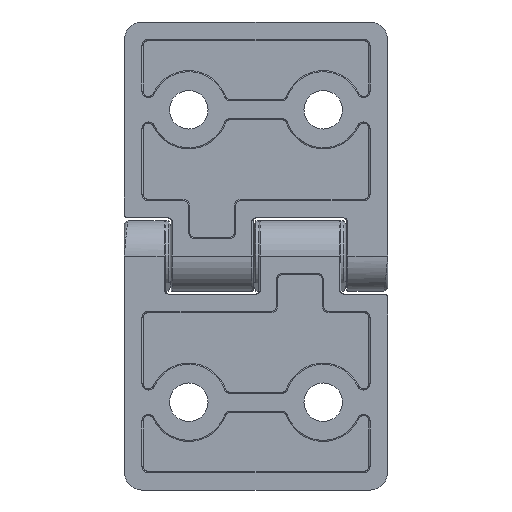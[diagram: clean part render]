
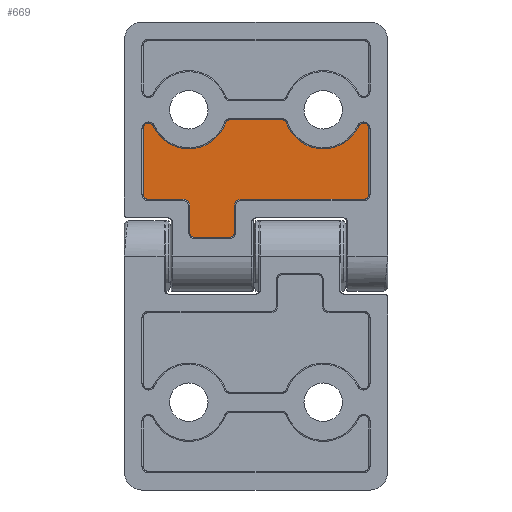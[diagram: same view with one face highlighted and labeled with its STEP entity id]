
A CAD part, front view. The second image highlights one B-rep face of the part: STEP entity #669.
In plain terms, the highlighted planar face has unit normal (0, -1, 0).
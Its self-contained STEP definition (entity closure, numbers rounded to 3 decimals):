
#669=ADVANCED_FACE('NONE',(#1583),#1584,.T.);
#1583=FACE_OUTER_BOUND('',#3081,.T.);
#1584=PLANE('',#3082);
#3081=EDGE_LOOP('',(#5153,#5154,#5155,#5156,#5157,#5158,#5159,#5160,#5161,#5162,#5163,#5164,#5165,#5166,#5167,#5168,#5169,#5170,#5171,#5172,#5173,#5174,#5175,#5176));
#3082=AXIS2_PLACEMENT_3D('',#5177,#5178,#5179);
#5153=ORIENTED_EDGE('',*,*,#7873,.T.);
#5154=ORIENTED_EDGE('',*,*,#7874,.T.);
#5155=ORIENTED_EDGE('',*,*,#7875,.T.);
#5156=ORIENTED_EDGE('',*,*,#7876,.T.);
#5157=ORIENTED_EDGE('',*,*,#7877,.T.);
#5158=ORIENTED_EDGE('',*,*,#7455,.T.);
#5159=ORIENTED_EDGE('',*,*,#7878,.T.);
#5160=ORIENTED_EDGE('',*,*,#7507,.T.);
#5161=ORIENTED_EDGE('',*,*,#7879,.T.);
#5162=ORIENTED_EDGE('',*,*,#7880,.T.);
#5163=ORIENTED_EDGE('',*,*,#7881,.T.);
#5164=ORIENTED_EDGE('',*,*,#7882,.T.);
#5165=ORIENTED_EDGE('',*,*,#7512,.T.);
#5166=ORIENTED_EDGE('',*,*,#7883,.T.);
#5167=ORIENTED_EDGE('',*,*,#7460,.T.);
#5168=ORIENTED_EDGE('',*,*,#7884,.T.);
#5169=ORIENTED_EDGE('',*,*,#7885,.T.);
#5170=ORIENTED_EDGE('',*,*,#7886,.T.);
#5171=ORIENTED_EDGE('',*,*,#7887,.T.);
#5172=ORIENTED_EDGE('',*,*,#7888,.T.);
#5173=ORIENTED_EDGE('',*,*,#7889,.T.);
#5174=ORIENTED_EDGE('',*,*,#7890,.T.);
#5175=ORIENTED_EDGE('',*,*,#7891,.T.);
#5176=ORIENTED_EDGE('',*,*,#7892,.T.);
#5177=CARTESIAN_POINT('',(-11.5,-5.0,25.0));
#5178=DIRECTION('',(0.0,-1.0,0.));
#5179=DIRECTION('',(0.0,0.,-1.0));
#7455=EDGE_CURVE('NONE',#8729,#8726,#8730,.T.);
#7460=EDGE_CURVE('NONE',#8738,#8735,#8739,.T.);
#7507=EDGE_CURVE('NONE',#8817,#8815,#8818,.T.);
#7512=EDGE_CURVE('NONE',#8826,#8824,#8827,.T.);
#7873=EDGE_CURVE('NONE',#9345,#9346,#9347,.T.);
#7874=EDGE_CURVE('NONE',#9346,#9348,#9349,.T.);
#7875=EDGE_CURVE('NONE',#9348,#9350,#9351,.T.);
#7876=EDGE_CURVE('NONE',#9350,#9352,#9353,.T.);
#7877=EDGE_CURVE('NONE',#9352,#8729,#9354,.T.);
#7878=EDGE_CURVE('NONE',#8726,#8817,#9355,.T.);
#7879=EDGE_CURVE('NONE',#8815,#9356,#9357,.T.);
#7880=EDGE_CURVE('NONE',#9356,#9358,#9359,.T.);
#7881=EDGE_CURVE('NONE',#9358,#9360,#9361,.T.);
#7882=EDGE_CURVE('NONE',#9360,#8826,#9362,.T.);
#7883=EDGE_CURVE('NONE',#8824,#8738,#9363,.T.);
#7884=EDGE_CURVE('NONE',#8735,#9364,#9365,.T.);
#7885=EDGE_CURVE('NONE',#9364,#9366,#9367,.T.);
#7886=EDGE_CURVE('NONE',#9366,#9368,#9369,.T.);
#7887=EDGE_CURVE('NONE',#9368,#9370,#9371,.T.);
#7888=EDGE_CURVE('NONE',#9370,#9372,#9373,.T.);
#7889=EDGE_CURVE('NONE',#9372,#9374,#9375,.T.);
#7890=EDGE_CURVE('NONE',#9374,#9376,#9377,.T.);
#7891=EDGE_CURVE('NONE',#9376,#9378,#9379,.T.);
#7892=EDGE_CURVE('NONE',#9378,#9345,#9380,.T.);
#8726=VERTEX_POINT('',#10529);
#8729=VERTEX_POINT('NONE',#10532);
#8730=CIRCLE('',#10533,0.9);
#8735=VERTEX_POINT('',#10538);
#8738=VERTEX_POINT('NONE',#10541);
#8739=CIRCLE('',#10542,0.9);
#8815=VERTEX_POINT('NONE',#10691);
#8817=VERTEX_POINT('NONE',#10693);
#8818=CIRCLE('',#10694,6.7);
#8824=VERTEX_POINT('NONE',#10700);
#8826=VERTEX_POINT('NONE',#10702);
#8827=CIRCLE('',#10703,6.7);
#9345=VERTEX_POINT('NONE',#11586);
#9346=VERTEX_POINT('NONE',#11587);
#9347=LINE('',#11588,#11589);
#9348=VERTEX_POINT('NONE',#11590);
#9349=CIRCLE('',#11591,1.2);
#9350=VERTEX_POINT('NONE',#11592);
#9351=LINE('',#11593,#11594);
#9352=VERTEX_POINT('NONE',#11595);
#9353=CIRCLE('',#11596,0.8);
#9354=LINE('',#11597,#11598);
#9355=CIRCLE('',#11599,0.9);
#9356=VERTEX_POINT('NONE',#11600);
#9357=CIRCLE('',#11601,6.7);
#9358=VERTEX_POINT('NONE',#11602);
#9359=CIRCLE('',#11603,0.8);
#9360=VERTEX_POINT('NONE',#11604);
#9361=LINE('',#11605,#11606);
#9362=CIRCLE('',#11607,0.8);
#9363=CIRCLE('',#11608,6.7);
#9364=VERTEX_POINT('NONE',#11609);
#9365=CIRCLE('',#11610,0.9);
#9366=VERTEX_POINT('NONE',#11611);
#9367=LINE('',#11612,#11613);
#9368=VERTEX_POINT('NONE',#11614);
#9369=CIRCLE('',#11615,0.8);
#9370=VERTEX_POINT('NONE',#11616);
#9371=LINE('',#11617,#11618);
#9372=VERTEX_POINT('NONE',#11619);
#9373=CIRCLE('',#11620,1.2);
#9374=VERTEX_POINT('NONE',#11621);
#9375=LINE('',#11622,#11623);
#9376=VERTEX_POINT('NONE',#11624);
#9377=CIRCLE('',#11625,0.8);
#9378=VERTEX_POINT('NONE',#11626);
#9379=LINE('',#11627,#11628);
#9380=CIRCLE('',#11629,0.8);
#10529=CARTESIAN_POINT('',(18.4,-5.0,22.714));
#10532=CARTESIAN_POINT('',(19.3,-5.0,21.814));
#10533=AXIS2_PLACEMENT_3D('',#13330,#13331,#13332);
#10538=CARTESIAN_POINT('',(-18.4,-5.0,22.714));
#10541=CARTESIAN_POINT('',(-17.583,-5.0,22.191));
#10542=AXIS2_PLACEMENT_3D('',#13342,#13343,#13344);
#10691=CARTESIAN_POINT('',(11.5,-5.0,18.3));
#10693=CARTESIAN_POINT('',(17.583,-5.0,22.191));
#10694=AXIS2_PLACEMENT_3D('',#13424,#13425,#13426);
#10700=CARTESIAN_POINT('',(-11.5,-5.0,18.3));
#10702=CARTESIAN_POINT('',(-5.183,-5.0,22.767));
#10703=AXIS2_PLACEMENT_3D('',#13436,#13437,#13438);
#11586=CARTESIAN_POINT('',(-3.7,-5.0,4.0));
#11587=CARTESIAN_POINT('',(-3.7,-5.0,8.5));
#11588=CARTESIAN_POINT('',(-3.7,-5.0,25.0));
#11589=VECTOR('',#13948,1000.0);
#11590=CARTESIAN_POINT('',(-2.5,-5.0,9.7));
#11591=AXIS2_PLACEMENT_3D('',#13949,#13950,#13951);
#11592=CARTESIAN_POINT('',(18.5,-5.0,9.7));
#11593=CARTESIAN_POINT('',(-11.5,-5.0,9.7));
#11594=VECTOR('',#13952,1000.0);
#11595=CARTESIAN_POINT('',(19.3,-5.0,10.5));
#11596=AXIS2_PLACEMENT_3D('',#13953,#13954,#13955);
#11597=CARTESIAN_POINT('',(19.3,-5.0,25.0));
#11598=VECTOR('',#13956,1000.0);
#11599=AXIS2_PLACEMENT_3D('',#13957,#13958,#13959);
#11600=CARTESIAN_POINT('',(5.183,-5.0,22.767));
#11601=AXIS2_PLACEMENT_3D('',#13960,#13961,#13962);
#11602=CARTESIAN_POINT('',(4.429,-5.0,23.3));
#11603=AXIS2_PLACEMENT_3D('',#13963,#13964,#13965);
#11604=CARTESIAN_POINT('',(-4.429,-5.0,23.3));
#11605=CARTESIAN_POINT('',(-11.5,-5.0,23.3));
#11606=VECTOR('',#13966,1000.0);
#11607=AXIS2_PLACEMENT_3D('',#13967,#13968,#13969);
#11608=AXIS2_PLACEMENT_3D('',#13970,#13971,#13972);
#11609=CARTESIAN_POINT('',(-19.3,-5.0,21.814));
#11610=AXIS2_PLACEMENT_3D('',#13973,#13974,#13975);
#11611=CARTESIAN_POINT('',(-19.3,-5.0,10.5));
#11612=CARTESIAN_POINT('',(-19.3,-5.0,25.0));
#11613=VECTOR('',#13976,1000.0);
#11614=CARTESIAN_POINT('',(-18.5,-5.0,9.7));
#11615=AXIS2_PLACEMENT_3D('',#13977,#13978,#13979);
#11616=CARTESIAN_POINT('',(-12.5,-5.0,9.7));
#11617=CARTESIAN_POINT('',(-11.5,-5.0,9.7));
#11618=VECTOR('',#13980,1000.0);
#11619=CARTESIAN_POINT('',(-11.3,-5.0,8.5));
#11620=AXIS2_PLACEMENT_3D('',#13981,#13982,#13983);
#11621=CARTESIAN_POINT('',(-11.3,-5.0,4.0));
#11622=CARTESIAN_POINT('',(-11.3,-5.0,25.0));
#11623=VECTOR('',#13984,1000.0);
#11624=CARTESIAN_POINT('',(-10.5,-5.0,3.2));
#11625=AXIS2_PLACEMENT_3D('',#13985,#13986,#13987);
#11626=CARTESIAN_POINT('',(-4.5,-5.0,3.2));
#11627=CARTESIAN_POINT('',(-11.5,-5.0,3.2));
#11628=VECTOR('',#13988,1000.0);
#11629=AXIS2_PLACEMENT_3D('',#13989,#13990,#13991);
#13330=CARTESIAN_POINT('',(18.4,-5.0,21.814));
#13331=DIRECTION('',(0.0,-1.0,0.0));
#13332=DIRECTION('',(0.0,0.0,-1.0));
#13342=CARTESIAN_POINT('',(-18.4,-5.0,21.814));
#13343=DIRECTION('',(0.0,-1.0,0.0));
#13344=DIRECTION('',(0.0,0.0,-1.0));
#13424=CARTESIAN_POINT('',(11.5,-5.0,25.0));
#13425=DIRECTION('',(0.0,1.0,0.));
#13426=DIRECTION('',(0.0,0.,-1.0));
#13436=CARTESIAN_POINT('',(-11.5,-5.0,25.0));
#13437=DIRECTION('',(0.,1.0,0.));
#13438=DIRECTION('',(0.,0.,-1.0));
#13948=DIRECTION('',(0.0,0.,1.0));
#13949=CARTESIAN_POINT('',(-2.5,-5.0,8.5));
#13950=DIRECTION('',(0.0,1.0,0.0));
#13951=DIRECTION('',(0.0,0.0,-1.0));
#13952=DIRECTION('',(1.0,0.,0.));
#13953=CARTESIAN_POINT('',(18.5,-5.0,10.5));
#13954=DIRECTION('',(0.0,-1.0,0.0));
#13955=DIRECTION('',(0.0,0.0,-1.0));
#13956=DIRECTION('',(0.,0.,1.0));
#13957=CARTESIAN_POINT('',(18.4,-5.0,21.814));
#13958=DIRECTION('',(0.0,-1.0,0.0));
#13959=DIRECTION('',(0.0,0.0,-1.0));
#13960=CARTESIAN_POINT('',(11.5,-5.0,25.0));
#13961=DIRECTION('',(0.0,1.0,0.));
#13962=DIRECTION('',(0.0,0.,-1.0));
#13963=CARTESIAN_POINT('',(4.429,-5.0,22.5));
#13964=DIRECTION('',(0.0,-1.0,0.0));
#13965=DIRECTION('',(0.0,0.0,-1.0));
#13966=DIRECTION('',(-1.0,0.,0.));
#13967=CARTESIAN_POINT('',(-4.429,-5.0,22.5));
#13968=DIRECTION('',(0.0,-1.0,0.0));
#13969=DIRECTION('',(0.0,0.0,-1.0));
#13970=CARTESIAN_POINT('',(-11.5,-5.0,25.0));
#13971=DIRECTION('',(0.0,1.0,0.));
#13972=DIRECTION('',(0.0,0.,-1.0));
#13973=CARTESIAN_POINT('',(-18.4,-5.0,21.814));
#13974=DIRECTION('',(0.0,-1.0,0.0));
#13975=DIRECTION('',(0.0,0.0,-1.0));
#13976=DIRECTION('',(0.0,0.,-1.0));
#13977=CARTESIAN_POINT('',(-18.5,-5.0,10.5));
#13978=DIRECTION('',(0.0,-1.0,0.0));
#13979=DIRECTION('',(0.0,0.0,-1.0));
#13980=DIRECTION('',(1.0,0.,0.));
#13981=CARTESIAN_POINT('',(-12.5,-5.0,8.5));
#13982=DIRECTION('',(0.0,1.0,0.0));
#13983=DIRECTION('',(0.0,0.0,-1.0));
#13984=DIRECTION('',(0.0,0.,-1.0));
#13985=CARTESIAN_POINT('',(-10.5,-5.0,4.0));
#13986=DIRECTION('',(0.0,-1.0,0.0));
#13987=DIRECTION('',(0.0,0.0,-1.0));
#13988=DIRECTION('',(1.0,0.,0.));
#13989=CARTESIAN_POINT('',(-4.5,-5.0,4.0));
#13990=DIRECTION('',(0.0,-1.0,0.0));
#13991=DIRECTION('',(0.0,0.0,-1.0));
